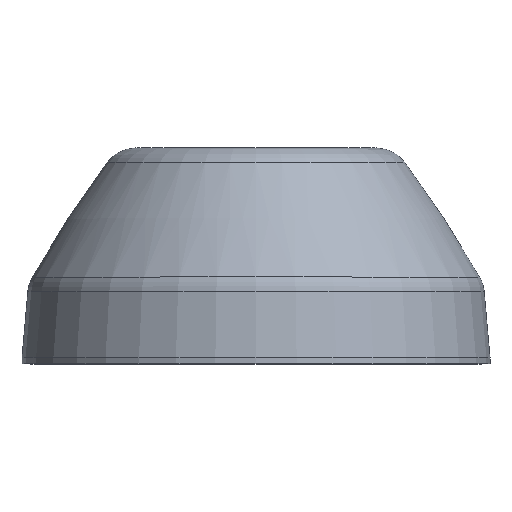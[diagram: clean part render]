
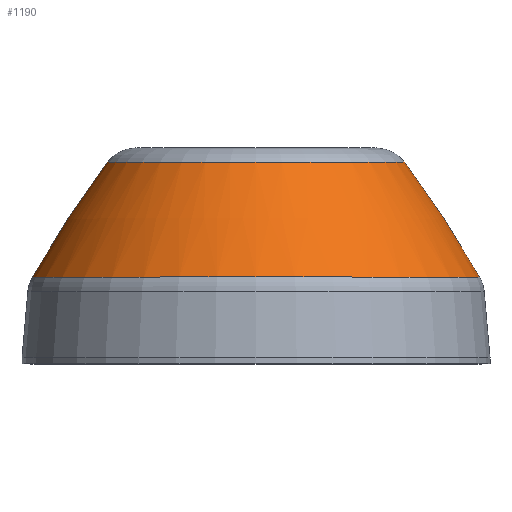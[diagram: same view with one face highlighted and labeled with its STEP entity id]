
A CAD part, top view. The second image highlights one B-rep face of the part: STEP entity #1190.
In plain terms, the highlighted toroidal (fillet/blend) face has major radius 59.745 mm and minor radius 90 mm.
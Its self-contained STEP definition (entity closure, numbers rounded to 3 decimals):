
#111=DEGENERATE_TOROIDAL_SURFACE('',#1323,59.745,90.,
 .F.);
#395=ORIENTED_EDGE('',*,*,#733,.T.);
#396=ORIENTED_EDGE('',*,*,#734,.F.);
#733=EDGE_CURVE('',#892,#892,#963,.T.);
#734=EDGE_CURVE('',#893,#893,#964,.T.);
#892=VERTEX_POINT('',#2228);
#893=VERTEX_POINT('',#2231);
#963=CIRCLE('',#1322,12.405);
#964=CIRCLE('',#1324,18.643);
#1008=EDGE_LOOP('',(#395));
#1009=EDGE_LOOP('',(#396));
#1096=FACE_BOUND('',#1008,.T.);
#1097=FACE_BOUND('',#1009,.T.);
#1190=ADVANCED_FACE('',(#1096,#1097),#111,.F.);
#1322=AXIS2_PLACEMENT_3D('',#2227,#1528,#1529);
#1323=AXIS2_PLACEMENT_3D('',#2229,#1530,#1531);
#1324=AXIS2_PLACEMENT_3D('',#2230,#1532,#1533);
#1528=DIRECTION('',(0.,-1.,0.));
#1529=DIRECTION('',(0.,0.,-1.));
#1530=DIRECTION('',(0.,-1.,0.));
#1531=DIRECTION('',(0.,0.,-1.));
#1532=DIRECTION('',(0.,-1.,0.));
#1533=DIRECTION('',(0.,0.,-1.));
#2227=CARTESIAN_POINT('',(0.,16.793,0.));
#2228=CARTESIAN_POINT('',(0.,16.793,-12.405));
#2229=CARTESIAN_POINT('',(0.,-37.006,0.));
#2230=CARTESIAN_POINT('',(0.,7.212,0.));
#2231=CARTESIAN_POINT('',(0.,7.212,-18.643));
